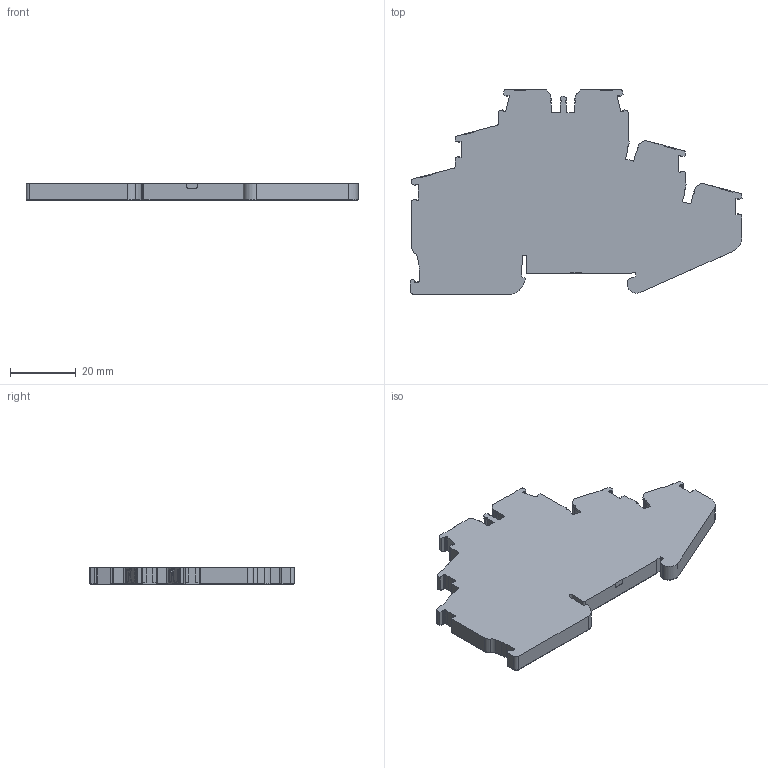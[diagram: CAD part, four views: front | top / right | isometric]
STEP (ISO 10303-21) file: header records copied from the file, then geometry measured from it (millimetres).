
FILE_DESCRIPTION (( 'STEP AP214' ), '1' );
FILE_NAME ('SRD_2.5_3F.STP', '2018-11-15T10:36:27', ( '' ), ( '' ), 'SwSTEP 2.0', 'SolidWorks 2019', '' );
FILE_SCHEMA (( 'AUTOMOTIVE_DESIGN' ));
Length unit declared in the file: millimetre
Products named in the file (1): SRD_2.5_3F
Bounding box: 101.03 x 62.11 x 5.15 mm (x, y, z)
Volume: 22213.1 mm3; surface area: 10806.7 mm2
Topology: 1 solids, 1 shells, 966 faces, 2842 edges, 1896 vertices
Faces by surface type: plane 545, cylinder 421
Entity records: 41136 total; most frequent: CARTESIAN_POINT 5928, ORIENTED_EDGE 5684, DIRECTION 5510, EDGE_CURVE 2842, VECTOR 1966, LINE 1966, VERTEX_POINT 1896, AXIS2_PLACEMENT_3D 1772
